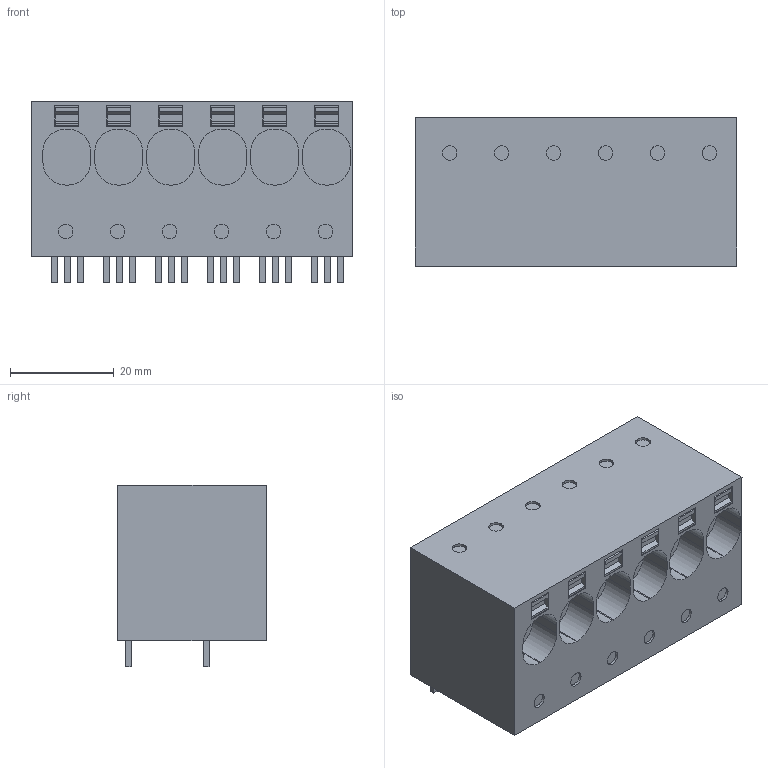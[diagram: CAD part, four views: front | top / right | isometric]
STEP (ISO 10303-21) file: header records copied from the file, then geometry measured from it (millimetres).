
FILE_DESCRIPTION(('CATIA V5 STEP Exchange','CAx-IF Rec.Pracs.--- Model Styling and Organization---1.2---2011-12-15'),'2;1');
FILE_NAME ('D1462938_0_2500490000_2500490000.stp','2018-03-29T09:43:49+00:00',('none'),('Weidmueller'),'CATIA Version 5-6 Release 2014','CATIA V5 STEP AP214','none');
FILE_SCHEMA(('AUTOMOTIVE_DESIGN { 1 0 10303 214 1 1 1 1 }'));
Length unit declared in the file: millimetre
Products named in the file (1): 2500490000
Bounding box: 61.8 x 28.55 x 35 mm (x, y, z)
Volume: 47517.1 mm3; surface area: 12488.7 mm2
Topology: 13 solids, 13 shells, 342 faces, 858 edges, 572 vertices
Faces by surface type: plane 270, cylinder 72
Entity records: 9938 total; most frequent: CARTESIAN_POINT 1773, ORIENTED_EDGE 1716, DIRECTION 1369, EDGE_CURVE 858, VECTOR 714, LINE 714, VERTEX_POINT 572, AXIS2_PLACEMENT_3D 397
